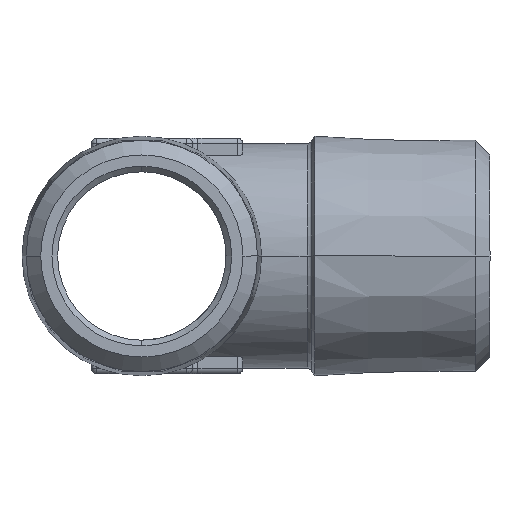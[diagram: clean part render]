
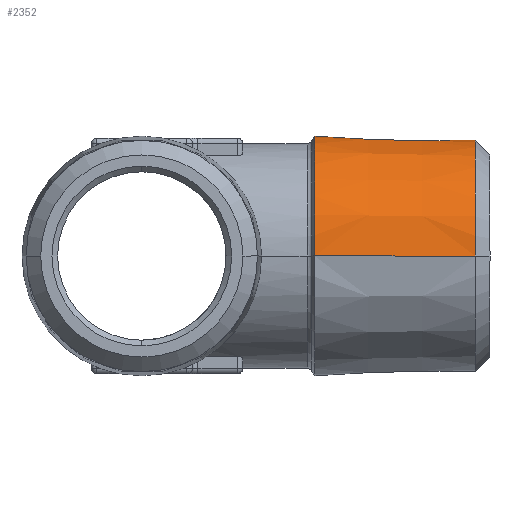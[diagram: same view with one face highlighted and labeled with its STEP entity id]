
A CAD part, front view. The second image highlights one B-rep face of the part: STEP entity #2352.
In plain terms, the highlighted conical face has half-angle 1.47 degrees and reference radius 10.678 mm.
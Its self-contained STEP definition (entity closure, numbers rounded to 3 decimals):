
#2316 = ORIENTED_EDGE ( 'NONE', *, *, #2361, .F. ) ;
#2323 = VERTEX_POINT ( 'NONE', #3532 ) ;
#2326 = ORIENTED_EDGE ( 'NONE', *, *, #2327, .T. ) ;
#2327 = EDGE_CURVE ( 'NONE', #2323, #2328, #3509, .T. ) ;
#2328 = VERTEX_POINT ( 'NONE', #3505 ) ;
#2330 = EDGE_CURVE ( 'NONE', #2331, #2328, #3502, .T. ) ;
#2331 = VERTEX_POINT ( 'NONE', #3491 ) ;
#2332 = ORIENTED_EDGE ( 'NONE', *, *, #2333, .F. ) ;
#2333 = EDGE_CURVE ( 'NONE', #2362, #2331, #3490, .T. ) ;
#2335 = ORIENTED_EDGE ( 'NONE', *, *, #2330, .F. ) ;
#2337 = EDGE_LOOP ( 'NONE', ( #2316, #2326, #2335, #2332 ) ) ;
#2352 = ADVANCED_FACE ( 'NONE', ( #3586 ), #3585, .T. ) ;
#2361 = EDGE_CURVE ( 'NONE', #2323, #2362, #3625, .T. ) ;
#2362 = VERTEX_POINT ( 'NONE', #3610 ) ;
#3487 = DIRECTION ( 'NONE',  ( -1., -0.026, 0. ) ) ;
#3488 = VECTOR ( 'NONE', #3487, 1000. ) ;
#3489 = CARTESIAN_POINT ( 'NONE',  ( 15., -10.678, 0. ) ) ;
#3490 = LINE ( 'NONE', #3489, #3488 ) ;
#3491 = CARTESIAN_POINT ( 'NONE',  ( 15.386, -10.668, 0. ) ) ;
#3498 = DIRECTION ( 'NONE',  ( 0., -1., 0. ) ) ;
#3499 = DIRECTION ( 'NONE',  ( -1., 0., 0. ) ) ;
#3500 = CARTESIAN_POINT ( 'NONE',  ( 15.386, 0., 0. ) ) ;
#3501 = AXIS2_PLACEMENT_3D ( 'NONE', #3500, #3499, #3498 ) ;
#3502 = CIRCLE ( 'NONE', #3501, 10.668 ) ;
#3505 = CARTESIAN_POINT ( 'NONE',  ( 15.386, 10.668, 0. ) ) ;
#3506 = DIRECTION ( 'NONE',  ( -1., 0.026, 0. ) ) ;
#3507 = VECTOR ( 'NONE', #3506, 1000. ) ;
#3508 = CARTESIAN_POINT ( 'NONE',  ( 15., 10.678, 0. ) ) ;
#3509 = LINE ( 'NONE', #3508, #3507 ) ;
#3532 = CARTESIAN_POINT ( 'NONE',  ( 29.7, 10.3, 0. ) ) ;
#3583 = CARTESIAN_POINT ( 'NONE',  ( 15., 0., 0. ) ) ;
#3584 = AXIS2_PLACEMENT_3D ( 'NONE', #3583, #3648, #3647 ) ;
#3585 = CONICAL_SURFACE ( 'NONE', #3584, 10.678, 0.026 ) ;
#3586 = FACE_OUTER_BOUND ( 'NONE', #2337, .T. ) ;
#3610 = CARTESIAN_POINT ( 'NONE',  ( 29.7, -10.3, 0. ) ) ;
#3611 = DIRECTION ( 'NONE',  ( 0., 1., 0. ) ) ;
#3612 = DIRECTION ( 'NONE',  ( 1., 0., 0. ) ) ;
#3613 = CARTESIAN_POINT ( 'NONE',  ( 29.7, 0., 0. ) ) ;
#3614 = AXIS2_PLACEMENT_3D ( 'NONE', #3613, #3612, #3611 ) ;
#3625 = CIRCLE ( 'NONE', #3614, 10.3 ) ;
#3647 = DIRECTION ( 'NONE',  ( 0., -1., 0. ) ) ;
#3648 = DIRECTION ( 'NONE',  ( -1., 0., 0. ) ) ;
